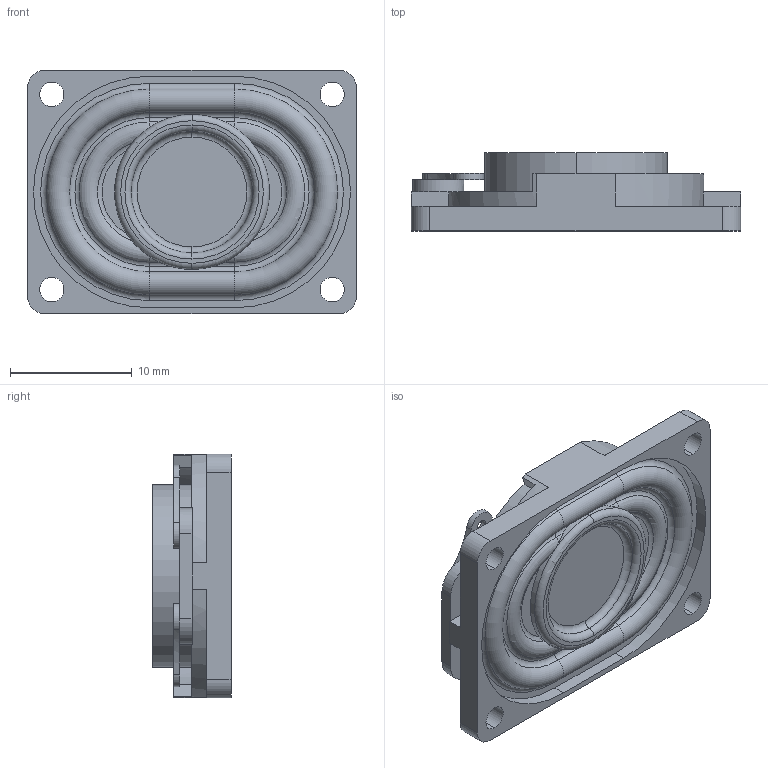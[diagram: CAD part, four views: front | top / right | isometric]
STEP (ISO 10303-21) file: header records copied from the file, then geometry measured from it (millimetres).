
FILE_DESCRIPTION (( 'STEP AP203' ), '1' );
FILE_NAME ('SP-2027.STEP', '2017-03-08T19:29:51', ( 'Gem' ), ( '' ), 'SwSTEP 2.0', 'SolidWorks 2013', '' );
FILE_SCHEMA (( 'CONFIG_CONTROL_DESIGN' ));
Length unit declared in the file: millimetre
Products named in the file (1): SP-2027
Bounding box: 27 x 6.4 x 20 mm (x, y, z)
Volume: 1881.1 mm3; surface area: 2109.9 mm2
Topology: 1 solids, 1 shells, 131 faces, 337 edges, 213 vertices
Faces by surface type: cylinder 64, plane 49, torus 18
Entity records: 4193 total; most frequent: CARTESIAN_POINT 793, DIRECTION 748, ORIENTED_EDGE 674, EDGE_CURVE 337, AXIS2_PLACEMENT_3D 302, VERTEX_POINT 213, CIRCLE 170, EDGE_LOOP 150
